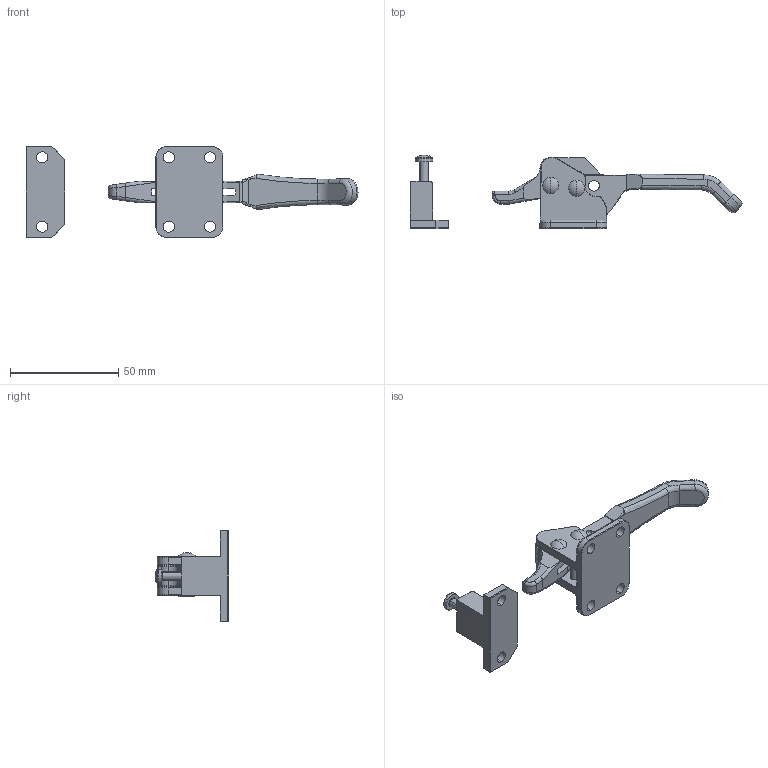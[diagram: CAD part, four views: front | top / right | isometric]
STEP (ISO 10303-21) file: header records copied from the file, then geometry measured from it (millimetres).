
FILE_DESCRIPTION (( 'STEP AP214' ), '1' );
FILE_NAME ('GH-40550(Â²¤Æ).STEP', '2020-07-10T08:23:42', ( 'LinWei' ), ( '' ), 'SwSTEP 2.0', 'SolidWorks 2016', '' );
FILE_SCHEMA (( 'AUTOMOTIVE_DESIGN' ));
Length unit declared in the file: millimetre
Products named in the file (7): 十字盤頭JIS B1111p1 (M4 15L); 14050005-1^GH-40550(簡化); Group6^GH-40550(簡化); Group3^GH-40550(簡化); Group2^GH-40550(簡化); Group1^GH-40550(簡化); GH-40550(簡化)
Assembly tree (6 placements, depth 2):
  GH-40550(簡化)
    Group1^GH-40550(簡化)
    Group2^GH-40550(簡化)
    Group3^GH-40550(簡化)
    Group6^GH-40550(簡化)
    14050005-1^GH-40550(簡化)
    十字盤頭JIS B1111p1 (M4 15L)
Bounding box: 153.33 x 34.11 x 42 mm (x, y, z)
Volume: 19115 mm3; surface area: 21417.2 mm2
Topology: 7 solids, 9 shells, 863 faces, 2252 edges, 1445 vertices
Faces by surface type: plane 316, bspline 247, cylinder 203, torus 77, cone 14, sphere 6
Entity records: 37780 total; most frequent: CARTESIAN_POINT 17252, ORIENTED_EDGE 4496, DIRECTION 3467, EDGE_CURVE 2248, VERTEX_POINT 1445, AXIS2_PLACEMENT_3D 1183, VECTOR 1101, LINE 1101
